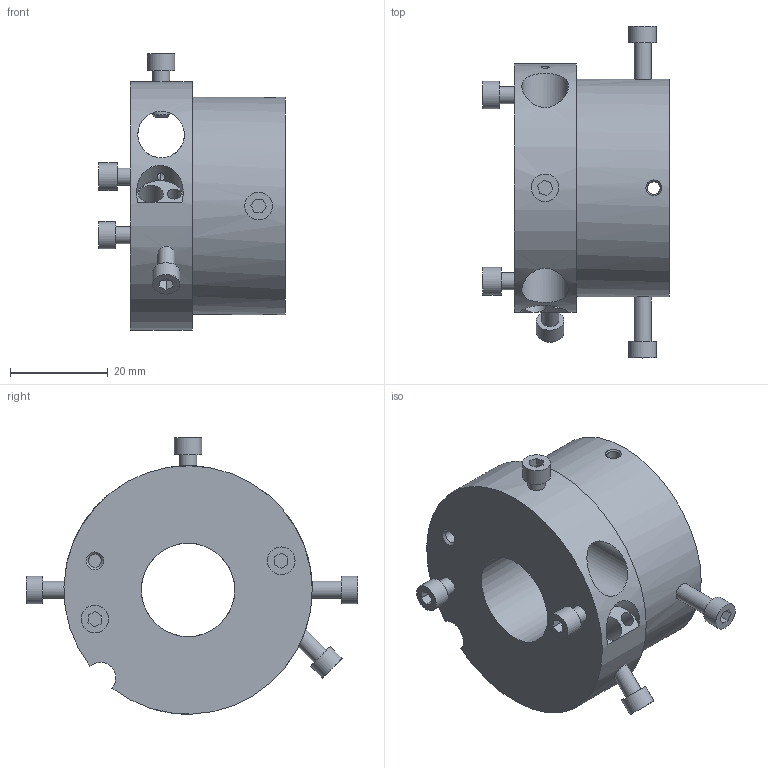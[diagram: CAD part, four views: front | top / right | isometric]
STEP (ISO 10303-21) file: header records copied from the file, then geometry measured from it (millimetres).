
FILE_DESCRIPTION((''),'2;1');
FILE_NAME('312692.stp','2013-11-27T10:32:06',('Franzp'),(''),'Autodesk Inventor 2013','Autodesk Inventor 2013','');
FILE_SCHEMA(('AUTOMOTIVE_DESIGN { 1 0 10303 214 1 1 1 1 }'));
Length unit declared in the file: millimetre
Products named in the file (7): 312692; 310501; 310550; 310517; 310502; 310551
Assembly tree (7 placements, depth 2):
  312692
    312692
    310501  x2
    310550
    310517
    310502
    310551
Bounding box: 38.18 x 67.88 x 56.49 mm (x, y, z)
Volume: 40584.3 mm3; surface area: 14244.6 mm2
Topology: 7 solids, 7 shells, 126 faces, 306 edges, 198 vertices
Faces by surface type: plane 69, cylinder 35, cone 17, bspline 5
Full cylindrical faces by diameter (mm): 1.587 x2, 2.54 x1, 2.642 x9, 2.87 x1, 3.51 x6, 5.08 x1, 5.65 x6, 9.525 x1, 19.1 x1, 32.385 x1, 44.45 x1
Entity records: 4465 total; most frequent: CARTESIAN_POINT 1891, DIRECTION 481, ORIENTED_EDGE 426, EDGE_CURVE 213, AXIS2_PLACEMENT_3D 188, EDGE_LOOP 186, VERTEX_POINT 161, FACE_OUTER_BOUND 113
